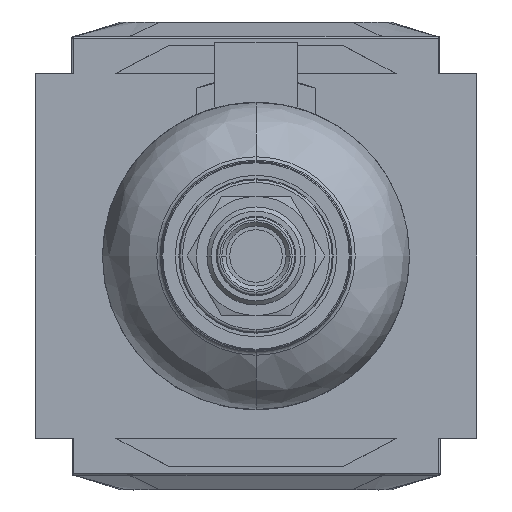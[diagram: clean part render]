
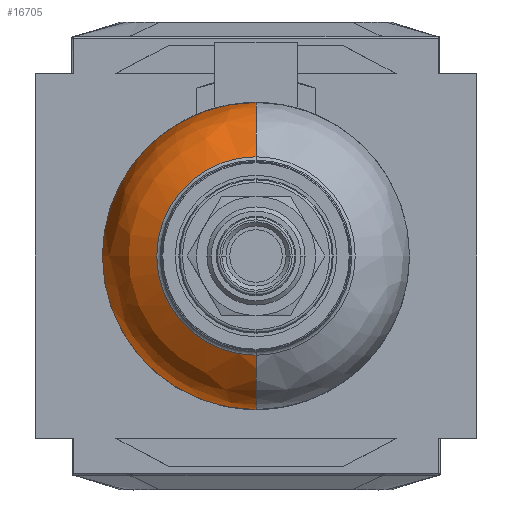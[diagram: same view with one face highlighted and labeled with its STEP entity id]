
A CAD part, front view. The second image highlights one B-rep face of the part: STEP entity #16705.
In plain terms, the highlighted free-form (B-spline) face has degree [3, 3] with [7, 4] control points.
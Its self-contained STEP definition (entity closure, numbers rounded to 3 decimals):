
#5156=CARTESIAN_POINT('',(0.,-119.,-9.9));
#5157=DIRECTION('',(-1.,0.,0.));
#5158=DIRECTION('',(0.,0.,-1.));
#5159=AXIS2_PLACEMENT_3D('',#5156,#5157,#5158);
#5161=CARTESIAN_POINT('',(0.,-119.,0.));
#5162=DIRECTION('',(0.,1.,0.));
#5163=DIRECTION('',(0.,0.,-1.));
#5164=AXIS2_PLACEMENT_3D('',#5161,#5162,#5163);
#5166=CARTESIAN_POINT('',(0.,-119.,0.));
#5167=DIRECTION('',(0.,1.,0.));
#5168=DIRECTION('',(-1.,0.,0.));
#5169=AXIS2_PLACEMENT_3D('',#5166,#5167,#5168);
#5171=CARTESIAN_POINT('',(0.,-130.224,0.));
#5172=DIRECTION('',(0.,-1.,0.));
#5173=DIRECTION('',(0.,0.,1.));
#5174=AXIS2_PLACEMENT_3D('',#5171,#5172,#5173);
#5186=CARTESIAN_POINT('',(0.,-119.,9.9));
#5187=DIRECTION('',(1.,0.,0.));
#5188=DIRECTION('',(0.,0.,1.));
#5189=AXIS2_PLACEMENT_3D('',#5186,#5187,#5188);
#7831=CARTESIAN_POINT('',(0.,-119.,21.9));
#7833=VERTEX_POINT('',#7831);
#7835=CARTESIAN_POINT('',(-21.9,-119.,0.));
#7836=VERTEX_POINT('',#7835);
#7837=CARTESIAN_POINT('',(0.,-119.,-21.9));
#7838=CARTESIAN_POINT('',(0.,-130.224,-14.146));
#7839=VERTEX_POINT('',#7837);
#7840=VERTEX_POINT('',#7838);
#7841=CARTESIAN_POINT('',(0.,-130.224,14.146));
#7842=VERTEX_POINT('',#7841);
#16666=CARTESIAN_POINT('',(1.375,-118.71,
21.853));
#16667=CARTESIAN_POINT('',(1.383,-124.101,
21.983));
#16668=CARTESIAN_POINT('',(1.191,-128.538,
18.924));
#16669=CARTESIAN_POINT('',(0.871,-130.323,
13.846));
#16670=CARTESIAN_POINT('',(-12.074,-118.71,
22.699));
#16671=CARTESIAN_POINT('',(-12.145,-124.101,
22.835));
#16672=CARTESIAN_POINT('',(-10.455,-128.538,
19.657));
#16673=CARTESIAN_POINT('',(-7.65,-130.323,
14.382));
#16674=CARTESIAN_POINT('',(-21.896,-118.71,
13.475));
#16675=CARTESIAN_POINT('',(-22.027,-124.101,
13.555));
#16676=CARTESIAN_POINT('',(-18.962,-128.538,
11.669));
#16677=CARTESIAN_POINT('',(-13.873,-130.323,
8.538));
#16678=CARTESIAN_POINT('',(-21.896,-118.71,
0.));
#16679=CARTESIAN_POINT('',(-22.027,-124.101,
0.));
#16680=CARTESIAN_POINT('',(-18.962,-128.538,0.));
#16681=CARTESIAN_POINT('',(-13.873,-130.323,0.));
#16682=CARTESIAN_POINT('',(-21.896,-118.71,
-13.475));
#16683=CARTESIAN_POINT('',(-22.027,-124.101,
-13.555));
#16684=CARTESIAN_POINT('',(-18.962,-128.538,
-11.669));
#16685=CARTESIAN_POINT('',(-13.873,-130.323,
-8.538));
#16686=CARTESIAN_POINT('',(-12.074,-118.71,
-22.699));
#16687=CARTESIAN_POINT('',(-12.145,-124.101,
-22.835));
#16688=CARTESIAN_POINT('',(-10.455,-128.538,
-19.657));
#16689=CARTESIAN_POINT('',(-7.65,-130.323,
-14.382));
#16690=CARTESIAN_POINT('',(1.375,-118.71,
-21.853));
#16691=CARTESIAN_POINT('',(1.383,-124.101,
-21.983));
#16692=CARTESIAN_POINT('',(1.191,-128.538,
-18.924));
#16693=CARTESIAN_POINT('',(0.871,-130.323,
-13.846));
#16694=(BOUNDED_SURFACE()B_SPLINE_SURFACE(3,3,((#16666,#16667,#16668,#16669),(
#16670,#16671,#16672,#16673),(#16674,#16675,#16676,#16677),(#16678,#16679,
#16680,#16681),(#16682,#16683,#16684,#16685),(#16686,#16687,#16688,#16689),(
#16690,#16691,#16692,#16693)),.UNSPECIFIED.,.F.,.F.,.F.)B_SPLINE_SURFACE_WITH_KNOTS((4,3,4),(4,4),(0.,1.,2.),(0.,1.),.UNSPECIFIED.)GEOMETRIC_REPRESENTATION_ITEM()RATIONAL_B_SPLINE_SURFACE(((1.313,1.145,
1.145,1.313),(1.037,0.905,
0.905,1.037),(1.037,0.905,
0.905,1.037),(1.313,1.145,
1.145,1.313),(1.037,0.905,
0.905,1.037),(1.037,0.905,
0.905,1.037),(1.313,1.145,
1.145,1.313)))REPRESENTATION_ITEM('')SURFACE());
#16696=ORIENTED_EDGE('',*,*,#16695,.F.);
#16697=ORIENTED_EDGE('',*,*,#16572,.T.);
#16698=ORIENTED_EDGE('',*,*,#16530,.T.);
#16700=ORIENTED_EDGE('',*,*,#16699,.T.);
#16702=ORIENTED_EDGE('',*,*,#16701,.T.);
#16703=EDGE_LOOP('',(#16696,#16697,#16698,#16700,#16702));
#16704=FACE_OUTER_BOUND('',#16703,.F.);
#16705=ADVANCED_FACE('',(#16704),#16694,.T.);
#5160=CIRCLE('',#5159,12.);
#5165=CIRCLE('',#5164,21.9);
#5170=CIRCLE('',#5169,21.9);
#5175=CIRCLE('',#5174,14.146);
#5190=CIRCLE('',#5189,12.);
#16530=EDGE_CURVE('',#7836,#7833,#5170,.T.);
#16572=EDGE_CURVE('',#7839,#7836,#5165,.T.);
#16695=EDGE_CURVE('',#7839,#7840,#5160,.T.);
#16699=EDGE_CURVE('',#7833,#7842,#5190,.T.);
#16701=EDGE_CURVE('',#7842,#7840,#5175,.T.);
